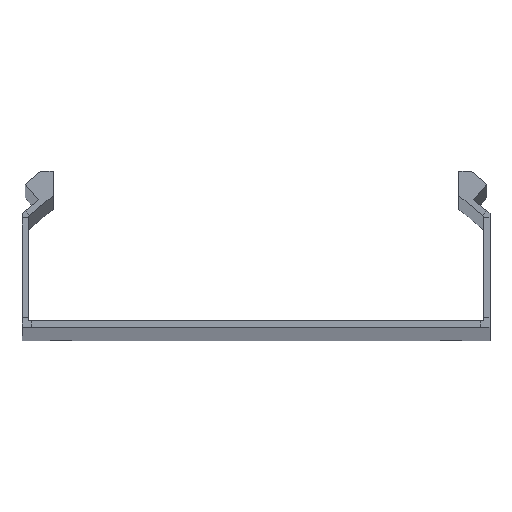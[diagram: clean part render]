
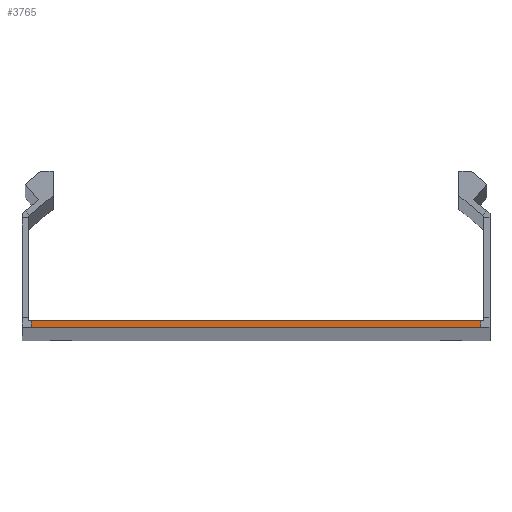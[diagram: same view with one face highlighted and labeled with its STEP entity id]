
A CAD part, top view. The second image highlights one B-rep face of the part: STEP entity #3765.
In plain terms, the highlighted planar face has unit normal (0, 0, 1).
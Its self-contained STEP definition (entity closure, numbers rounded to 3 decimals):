
#136 = DIRECTION ( 'NONE',  ( 0., 0., 1. ) ) ;
#361 = ORIENTED_EDGE ( 'NONE', *, *, #2460, .F. ) ;
#401 = ORIENTED_EDGE ( 'NONE', *, *, #548, .T. ) ;
#458 = EDGE_CURVE ( 'NONE', #476, #3694, #2549, .T. ) ;
#470 = VERTEX_POINT ( 'NONE', #3640 ) ;
#476 = VERTEX_POINT ( 'NONE', #3259 ) ;
#548 = EDGE_CURVE ( 'NONE', #3694, #620, #1329, .T. ) ;
#620 = VERTEX_POINT ( 'NONE', #3379 ) ;
#716 = ORIENTED_EDGE ( 'NONE', *, *, #458, .T. ) ;
#833 = LINE ( 'NONE', #1345, #2847 ) ;
#1208 = DIRECTION ( 'NONE',  ( 1., 0., 0. ) ) ;
#1219 = VECTOR ( 'NONE', #3284, 1000. ) ;
#1320 = FACE_OUTER_BOUND ( 'NONE', #2053, .T. ) ;
#1329 = LINE ( 'NONE', #1528, #3646 ) ;
#1345 = CARTESIAN_POINT ( 'NONE',  ( -75., 0., 1250. ) ) ;
#1493 = CARTESIAN_POINT ( 'NONE',  ( 72., 2., 1250. ) ) ;
#1528 = CARTESIAN_POINT ( 'NONE',  ( -75., 2., 1250. ) ) ;
#1591 = DIRECTION ( 'NONE',  ( -1., 0., 0. ) ) ;
#1717 = CARTESIAN_POINT ( 'NONE',  ( -72., 2., 1250. ) ) ;
#1725 = EDGE_CURVE ( 'NONE', #620, #470, #4209, .T. ) ;
#2053 = EDGE_LOOP ( 'NONE', ( #361, #716, #401, #4381 ) ) ;
#2460 = EDGE_CURVE ( 'NONE', #476, #470, #833, .T. ) ;
#2549 = LINE ( 'NONE', #2898, #1219 ) ;
#2847 = VECTOR ( 'NONE', #3823, 1000. ) ;
#2898 = CARTESIAN_POINT ( 'NONE',  ( 72., 0., 1250. ) ) ;
#3069 = DIRECTION ( 'NONE',  ( 0., -1., 0. ) ) ;
#3259 = CARTESIAN_POINT ( 'NONE',  ( 72., 0., 1250. ) ) ;
#3284 = DIRECTION ( 'NONE',  ( 0., 1., 0. ) ) ;
#3316 = PLANE ( 'NONE',  #4500 ) ;
#3379 = CARTESIAN_POINT ( 'NONE',  ( -72., 2., 1250. ) ) ;
#3640 = CARTESIAN_POINT ( 'NONE',  ( -72., 0., 1250. ) ) ;
#3646 = VECTOR ( 'NONE', #1591, 1000. ) ;
#3694 = VERTEX_POINT ( 'NONE', #1493 ) ;
#3765 = ADVANCED_FACE ( 'NONE', ( #1320 ), #3316, .T. ) ;
#3823 = DIRECTION ( 'NONE',  ( -1., 0., 0. ) ) ;
#3950 = VECTOR ( 'NONE', #3069, 1000. ) ;
#4054 = CARTESIAN_POINT ( 'NONE',  ( 73., 3., 1250. ) ) ;
#4209 = LINE ( 'NONE', #1717, #3950 ) ;
#4381 = ORIENTED_EDGE ( 'NONE', *, *, #1725, .T. ) ;
#4500 = AXIS2_PLACEMENT_3D ( 'NONE', #4054, #136, #1208 ) ;
